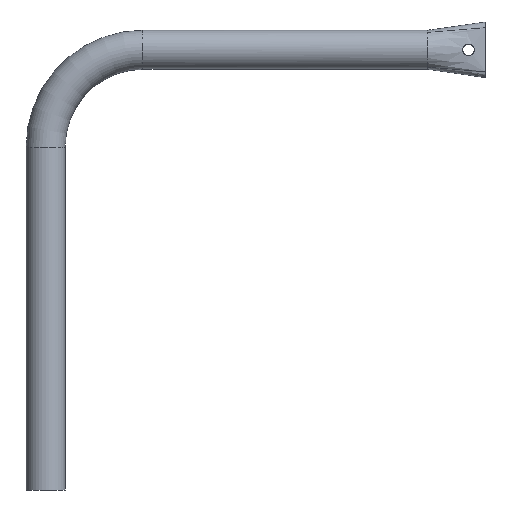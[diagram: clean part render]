
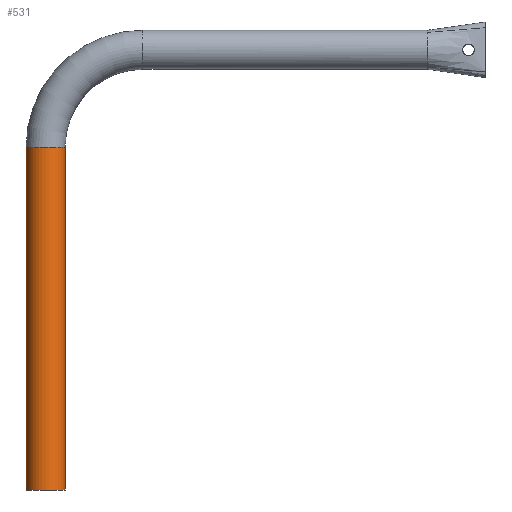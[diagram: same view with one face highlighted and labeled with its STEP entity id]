
A CAD part, front view. The second image highlights one B-rep face of the part: STEP entity #531.
In plain terms, the highlighted cylindrical face has radius 16.85 mm (diameter 33.7 mm), a full revolution.
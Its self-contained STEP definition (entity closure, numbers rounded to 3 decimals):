
#61=CIRCLE('',#600,16.85);
#62=CIRCLE('',#602,16.85);
#103=FACE_OUTER_BOUND('',#134,.T.);
#134=EDGE_LOOP('',(#495,#496,#497,#498));
#162=LINE('',#1671,#188);
#188=VECTOR('',#723,16.85);
#259=VERTEX_POINT('',#1666);
#260=VERTEX_POINT('',#1670);
#338=EDGE_CURVE('',#259,#259,#61,.T.);
#339=EDGE_CURVE('',#259,#260,#162,.T.);
#340=EDGE_CURVE('',#260,#260,#62,.T.);
#495=ORIENTED_EDGE('',*,*,#338,.T.);
#496=ORIENTED_EDGE('',*,*,#339,.T.);
#497=ORIENTED_EDGE('',*,*,#340,.F.);
#498=ORIENTED_EDGE('',*,*,#339,.F.);
#506=CYLINDRICAL_SURFACE('',#601,16.85);
#531=ADVANCED_FACE('',(#103),#506,.T.);
#600=AXIS2_PLACEMENT_3D('',#1668,#719,#720);
#601=AXIS2_PLACEMENT_3D('',#1669,#721,#722);
#602=AXIS2_PLACEMENT_3D('',#1672,#724,#725);
#719=DIRECTION('center_axis',(0.,0.,-1.));
#720=DIRECTION('ref_axis',(-1.,0.,0.));
#721=DIRECTION('center_axis',(0.,0.,1.));
#722=DIRECTION('ref_axis',(-1.,0.,0.));
#723=DIRECTION('',(0.,0.,-1.));
#724=DIRECTION('center_axis',(0.,0.,-1.));
#725=DIRECTION('ref_axis',(-1.,0.,0.));
#1666=CARTESIAN_POINT('',(16.85,0.,296.));
#1668=CARTESIAN_POINT('Origin',(0.,0.,296.));
#1669=CARTESIAN_POINT('Origin',(0.,0.,0.));
#1670=CARTESIAN_POINT('',(16.85,0.,0.));
#1671=CARTESIAN_POINT('',(16.85,0.,0.));
#1672=CARTESIAN_POINT('Origin',(0.,0.,0.));
